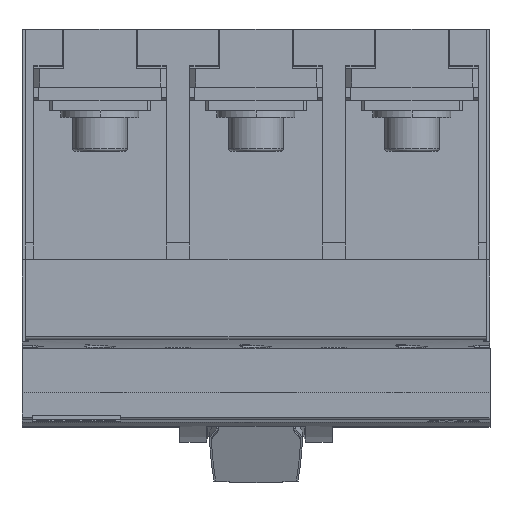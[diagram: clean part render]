
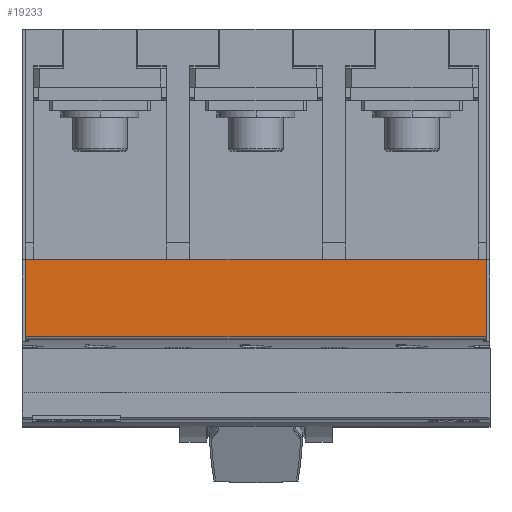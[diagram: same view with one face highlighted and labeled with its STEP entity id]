
A CAD part, top view. The second image highlights one B-rep face of the part: STEP entity #19233.
In plain terms, the highlighted planar face has unit normal (0, 0, 1).
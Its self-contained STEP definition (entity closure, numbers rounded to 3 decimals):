
#14171=VERTEX_POINT('',#36483);
#19233=ADVANCED_FACE('',(#42005),#42006,.T.);
#21117=VERTEX_POINT('',#44091);
#21459=VERTEX_POINT('',#44473);
#28827=EDGE_CURVE('',#30425,#21117,#52569,.T.);
#29605=EDGE_CURVE('',#21459,#30425,#53438,.T.);
#30425=VERTEX_POINT('',#54327);
#32221=EDGE_CURVE('',#21459,#14171,#56300,.T.);
#32593=EDGE_CURVE('',#21117,#14171,#56709,.T.);
#36483=CARTESIAN_POINT('',(-67.93,-90.652,121.992));
#42005=FACE_OUTER_BOUND('',#70370,.T.);
#42006=PLANE('',#70371);
#44091=CARTESIAN_POINT('',(-67.93,-68.,121.992));
#44473=CARTESIAN_POINT('',(67.96,-90.652,121.992));
#52569=LINE('',#85526,#85527);
#53438=LINE('',#86722,#86723);
#54327=CARTESIAN_POINT('',(67.96,-68.,121.992));
#56300=LINE('',#90857,#90858);
#56709=LINE('',#91442,#91443);
#70370=EDGE_LOOP('',(#101046,#101047,#101048,#101049));
#70371=AXIS2_PLACEMENT_3D('',#101050,#101051,#101052);
#85526=CARTESIAN_POINT('',(68.995,-68.,121.992));
#85527=VECTOR('',#112734,1.0);
#86722=CARTESIAN_POINT('',(67.96,-81.,121.992));
#86723=VECTOR('',#113772,1.0);
#90857=CARTESIAN_POINT('',(68.995,-90.652,121.992));
#90858=VECTOR('',#116832,1.0);
#91442=CARTESIAN_POINT('',(-67.93,-81.,121.992));
#91443=VECTOR('',#117248,1.0);
#101046=ORIENTED_EDGE('',*,*,#32593,.T.);
#101047=ORIENTED_EDGE('',*,*,#32221,.F.);
#101048=ORIENTED_EDGE('',*,*,#29605,.T.);
#101049=ORIENTED_EDGE('',*,*,#28827,.T.);
#101050=CARTESIAN_POINT('',(68.995,-68.,121.992));
#101051=DIRECTION('',(0.0,-0.0,1.0));
#101052=DIRECTION('',(0.0,1.0,0.0));
#112734=DIRECTION('',(-1.0,0.0,0.0));
#113772=DIRECTION('',(0.0,1.0,-0.0));
#116832=DIRECTION('',(-1.0,0.0,0.0));
#117248=DIRECTION('',(0.0,-1.0,0.0));
